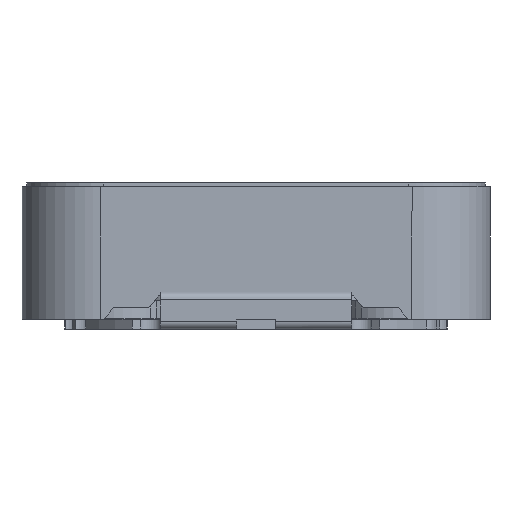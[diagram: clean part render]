
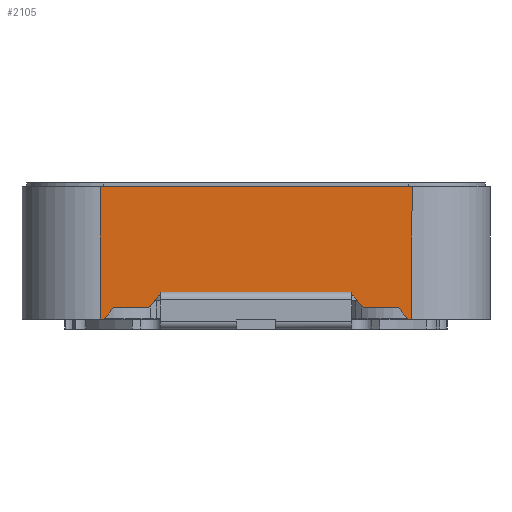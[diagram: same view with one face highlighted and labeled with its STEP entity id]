
A CAD part, front view. The second image highlights one B-rep face of the part: STEP entity #2105.
In plain terms, the highlighted free-form (B-spline) face has degree [1, 1] with [2, 2] control points.
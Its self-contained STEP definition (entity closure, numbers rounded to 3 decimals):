
#2014=CARTESIAN_POINT('',(-6.,-6.,-3.5));
#2015=CARTESIAN_POINT('',(-6.,-6.,0.));
#2016=CARTESIAN_POINT('',(6.,-6.,-3.5));
#2017=CARTESIAN_POINT('',(6.,-6.,0.));
#2018=B_SPLINE_SURFACE_WITH_KNOTS('',1,1,((#2014,#2015),(#2016,#2017)),.PLANE_SURF.,.F.,.F.,.U.,(2,2),(2,2),(0.,1.),(0.,1.),.UNSPECIFIED.);
#2019=CARTESIAN_POINT('',(-4.,-6.,-3.5));
#2020=VERTEX_POINT('',#2019);
#2021=CARTESIAN_POINT('',(-4.,-6.,-0.1));
#2022=VERTEX_POINT('',#2021);
#2023=CARTESIAN_POINT('',(-4.,-6.,-3.5));
#2024=CARTESIAN_POINT('',(-4.,-6.,-0.1));
#2025=B_SPLINE_CURVE_WITH_KNOTS('',1,(#2023,#2024),.POLYLINE_FORM.,.F.,.U.,(2,2),(0.,0.971),.UNSPECIFIED.);
#2026=EDGE_CURVE('',#2020,#2022,#2025,.T.);
#2027=ORIENTED_EDGE('',*,*,#2026,.F.);
#2028=CARTESIAN_POINT('',(-3.9,-6.,-3.5));
#2029=VERTEX_POINT('',#2028);
#2030=CARTESIAN_POINT('',(-4.,-6.,-3.5));
#2031=CARTESIAN_POINT('',(-3.9,-6.,-3.5));
#2032=B_SPLINE_CURVE_WITH_KNOTS('',1,(#2030,#2031),.POLYLINE_FORM.,.F.,.U.,(2,2),(0.167,0.175),.UNSPECIFIED.);
#2033=EDGE_CURVE('',#2020,#2029,#2032,.T.);
#2034=ORIENTED_EDGE('',*,*,#2033,.T.);
#2035=CARTESIAN_POINT('',(-3.65,-6.,-3.2));
#2036=VERTEX_POINT('',#2035);
#2037=CARTESIAN_POINT('',(-3.65,-6.,-3.2));
#2038=CARTESIAN_POINT('',(-3.9,-6.,-3.5));
#2039=B_SPLINE_CURVE_WITH_KNOTS('',1,(#2037,#2038),.POLYLINE_FORM.,.F.,.U.,(2,2),(0.821,0.858),.UNSPECIFIED.);
#2040=EDGE_CURVE('',#2036,#2029,#2039,.T.);
#2041=ORIENTED_EDGE('',*,*,#2040,.F.);
#2042=CARTESIAN_POINT('',(-2.75,-6.,-3.2));
#2043=VERTEX_POINT('',#2042);
#2044=CARTESIAN_POINT('',(-2.75,-6.,-3.2));
#2045=CARTESIAN_POINT('',(-3.65,-6.,-3.2));
#2046=B_SPLINE_CURVE_WITH_KNOTS('',1,(#2044,#2045),.POLYLINE_FORM.,.F.,.U.,(2,2),(0.751,0.834),.UNSPECIFIED.);
#2047=EDGE_CURVE('',#2043,#2036,#2046,.T.);
#2048=ORIENTED_EDGE('',*,*,#2047,.F.);
#2049=CARTESIAN_POINT('',(-2.5,-6.,-2.9));
#2050=VERTEX_POINT('',#2049);
#2051=CARTESIAN_POINT('',(-2.5,-6.,-2.9));
#2052=CARTESIAN_POINT('',(-2.75,-6.,-3.2));
#2053=B_SPLINE_CURVE_WITH_KNOTS('',1,(#2051,#2052),.POLYLINE_FORM.,.F.,.U.,(2,2),(0.722,0.757),.UNSPECIFIED.);
#2054=EDGE_CURVE('',#2050,#2043,#2053,.T.);
#2055=ORIENTED_EDGE('',*,*,#2054,.F.);
#2056=CARTESIAN_POINT('',(2.5,-6.,-2.9));
#2057=VERTEX_POINT('',#2056);
#2058=CARTESIAN_POINT('',(2.5,-6.,-2.9));
#2059=CARTESIAN_POINT('',(-2.5,-6.,-2.9));
#2060=B_SPLINE_CURVE_WITH_KNOTS('',1,(#2058,#2059),.POLYLINE_FORM.,.F.,.U.,(2,2),(0.274,0.726),.UNSPECIFIED.);
#2061=EDGE_CURVE('',#2057,#2050,#2060,.T.);
#2062=ORIENTED_EDGE('',*,*,#2061,.F.);
#2063=CARTESIAN_POINT('',(2.75,-6.,-3.2));
#2064=VERTEX_POINT('',#2063);
#2065=CARTESIAN_POINT('',(2.75,-6.,-3.2));
#2066=CARTESIAN_POINT('',(2.5,-6.,-2.9));
#2067=B_SPLINE_CURVE_WITH_KNOTS('',1,(#2065,#2066),.POLYLINE_FORM.,.F.,.U.,(2,2),(0.243,0.278),.UNSPECIFIED.);
#2068=EDGE_CURVE('',#2064,#2057,#2067,.T.);
#2069=ORIENTED_EDGE('',*,*,#2068,.F.);
#2070=CARTESIAN_POINT('',(3.65,-6.,-3.2));
#2071=VERTEX_POINT('',#2070);
#2072=CARTESIAN_POINT('',(3.65,-6.,-3.2));
#2073=CARTESIAN_POINT('',(2.75,-6.,-3.2));
#2074=B_SPLINE_CURVE_WITH_KNOTS('',1,(#2072,#2073),.POLYLINE_FORM.,.F.,.U.,(2,2),(0.166,0.249),.UNSPECIFIED.);
#2075=EDGE_CURVE('',#2071,#2064,#2074,.T.);
#2076=ORIENTED_EDGE('',*,*,#2075,.F.);
#2077=CARTESIAN_POINT('',(3.9,-6.,-3.5));
#2078=VERTEX_POINT('',#2077);
#2079=CARTESIAN_POINT('',(3.9,-6.,-3.5));
#2080=CARTESIAN_POINT('',(3.65,-6.,-3.2));
#2081=B_SPLINE_CURVE_WITH_KNOTS('',1,(#2079,#2080),.POLYLINE_FORM.,.F.,.U.,(2,2),(0.142,0.179),.UNSPECIFIED.);
#2082=EDGE_CURVE('',#2078,#2071,#2081,.T.);
#2083=ORIENTED_EDGE('',*,*,#2082,.F.);
#2084=CARTESIAN_POINT('',(4.,-6.,-3.5));
#2085=VERTEX_POINT('',#2084);
#2086=CARTESIAN_POINT('',(3.9,-6.,-3.5));
#2087=CARTESIAN_POINT('',(4.,-6.,-3.5));
#2088=B_SPLINE_CURVE_WITH_KNOTS('',1,(#2086,#2087),.POLYLINE_FORM.,.F.,.U.,(2,2),(0.825,0.833),.UNSPECIFIED.);
#2089=EDGE_CURVE('',#2078,#2085,#2088,.T.);
#2090=ORIENTED_EDGE('',*,*,#2089,.T.);
#2091=CARTESIAN_POINT('',(4.,-6.,-0.1));
#2092=VERTEX_POINT('',#2091);
#2093=CARTESIAN_POINT('',(4.,-6.,-3.5));
#2094=CARTESIAN_POINT('',(4.,-6.,-0.1));
#2095=B_SPLINE_CURVE_WITH_KNOTS('',1,(#2093,#2094),.POLYLINE_FORM.,.F.,.U.,(2,2),(0.,0.971),.UNSPECIFIED.);
#2096=EDGE_CURVE('',#2085,#2092,#2095,.T.);
#2097=ORIENTED_EDGE('',*,*,#2096,.T.);
#2098=CARTESIAN_POINT('',(-4.,-6.,-0.1));
#2099=CARTESIAN_POINT('',(4.,-6.,-0.1));
#2100=B_SPLINE_CURVE_WITH_KNOTS('',1,(#2098,#2099),.POLYLINE_FORM.,.F.,.U.,(2,2),(0.,1.),.UNSPECIFIED.);
#2101=EDGE_CURVE('',#2022,#2092,#2100,.T.);
#2102=ORIENTED_EDGE('',*,*,#2101,.F.);
#2103=EDGE_LOOP('',(#2027,#2034,#2041,#2048,#2055,#2062,#2069,#2076,#2083,#2090,#2097,#2102));
#2104=FACE_OUTER_BOUND('',#2103,.T.);
#2105=ADVANCED_FACE('',(#2104),#2018,.T.);
